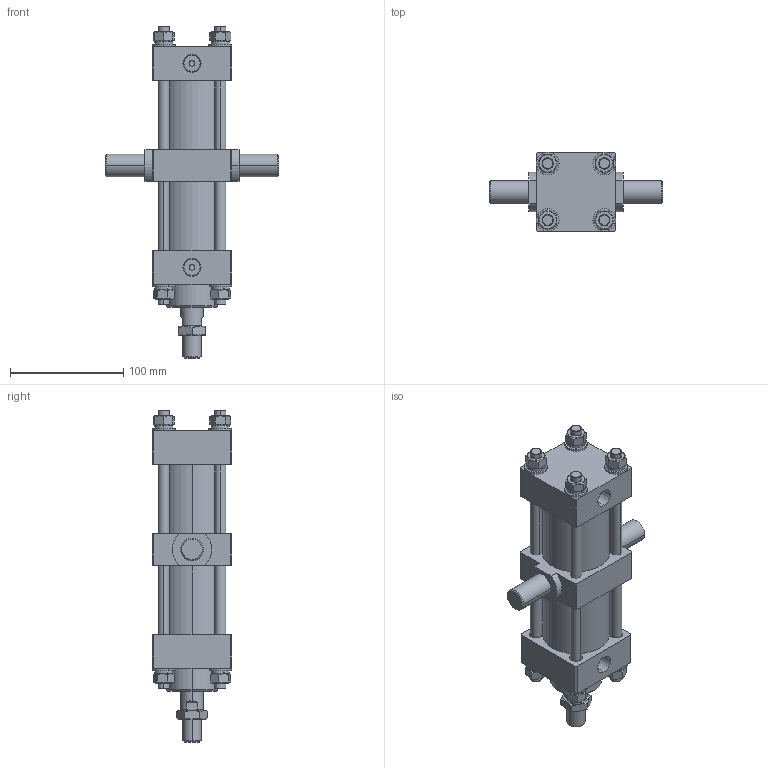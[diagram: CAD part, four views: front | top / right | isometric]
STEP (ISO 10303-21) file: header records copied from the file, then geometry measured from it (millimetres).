
FILE_DESCRIPTION (( 'STEP AP203' ), '1' );
FILE_NAME ('MOB-50-20-100-TC.STEP', '2021-04-28T02:31:35', ( '微软用户' ), ( '微软中国' ), 'SwSTEP 2.0', 'SolidWorks 2012', '' );
FILE_SCHEMA (( 'CONFIG_CONTROL_DESIGN' ));
Length unit declared in the file: millimetre
Products named in the file (12): MOB-50-20-100-TC; MOB-50-20-100-TC嶺裝2; MOB-50-20-100-TC嫉粣; hex thin nuts grades ab gb_GB_FASTENER_NUT_STNABTT M16X1.5-N; hex nuts, style 1-grades ab gb_GB_FASTENER_NUT_SNAB1 M10-N; spring lock washers--normal type gb_GB_FASTENER_WASHER_SW 10; plain washers--product grade c gb_GB_FASTENER_WASHER_SMWC 10; MOB-50-20-100-TC嶺裝; MOB-50-20-100活塞杆; MOB-50-20-100綴裔; MOB-50-20-100掛极; MOB-50-20-100前盖
Assembly tree (38 placements, depth 2):
  MOB-50-20-100-TC
    MOB-50-20-100前盖
    MOB-50-20-100掛极
    MOB-50-20-100綴裔
    MOB-50-20-100活塞杆
    MOB-50-20-100-TC嶺裝  x4
    plain washers--product grade c gb_GB_FASTENER_WASHER_SMWC 10  x8
    spring lock washers--normal type gb_GB_FASTENER_WASHER_SW 10  x8
    hex nuts, style 1-grades ab gb_GB_FASTENER_NUT_SNAB1 M10-N  x8
    hex thin nuts grades ab gb_GB_FASTENER_NUT_STNABTT M16X1.5-N
    MOB-50-20-100-TC嫉粣
    MOB-50-20-100-TC嶺裝2  x4
Bounding box: 153 x 70 x 293 mm (x, y, z)
Volume: 683266.2 mm3; surface area: 206535.4 mm2
Topology: 38 solids, 38 shells, 516 faces, 1142 edges, 716 vertices
Faces by surface type: plane 188, cylinder 186, cone 128, torus 14
Entity records: 9080 total; most frequent: CARTESIAN_POINT 1549, DIRECTION 1284, ORIENTED_EDGE 1052, AXIS2_PLACEMENT_3D 527, EDGE_CURVE 526, VERTEX_POINT 332, EDGE_LOOP 284, CIRCLE 256
